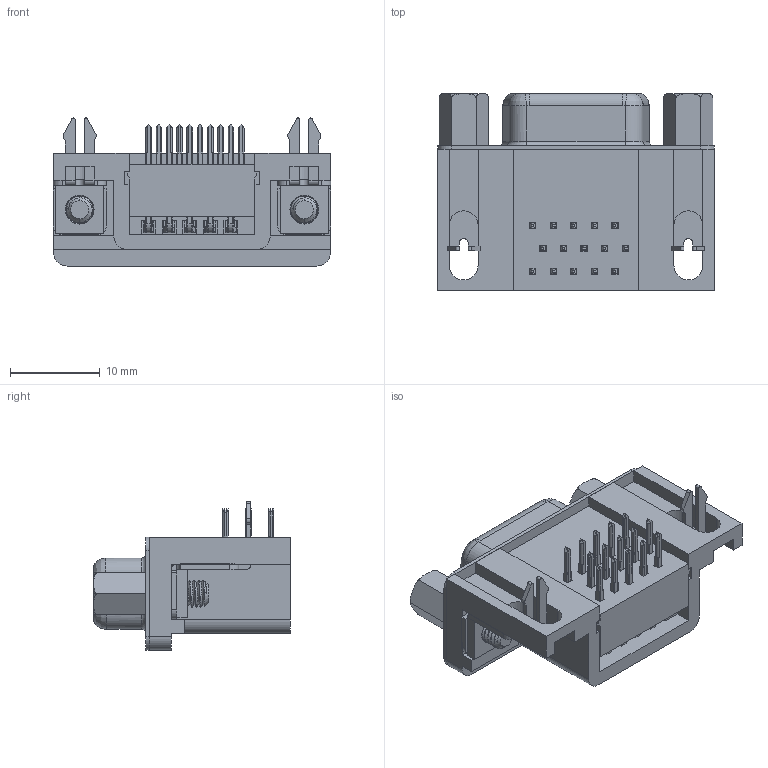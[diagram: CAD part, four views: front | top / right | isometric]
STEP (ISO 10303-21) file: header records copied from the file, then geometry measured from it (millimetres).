
FILE_DESCRIPTION((''),'2;1');
FILE_NAME('D112-H15S-LSK_ASM','2016-07-28T',('gc7'),(''),'PRO/ENGINEER BY PARAMETRIC TECHNOLOGY CORPORATION, 2010480','PRO/ENGINEER BY PARAMETRIC TECHNOLOGY CORPORATION, 2010480','');
FILE_SCHEMA(('CONFIG_CONTROL_DESIGN'));
Length unit declared in the file: millimetre
Products named in the file (10): D112-H15S; ZZ; MM; T3; T2; T1; CC; H15S-SHEL; 5; D112-H15S-LSK_ASM
Assembly tree (24 placements, depth 2):
  D112-H15S-LSK_ASM
    D112-H15S
    ZZ  x2
    MM  x2
    T3  x5
    T2  x5
    T1  x5
    CC
    H15S-SHEL
    5  x2
Bounding box: 30.89 x 21.9 x 16.48 mm (x, y, z)
Volume: 4021.8 mm3; surface area: 8334.5 mm2
Topology: 39 solids, 43 shells, 2027 faces, 5445 edges, 3494 vertices
Faces by surface type: plane 1102, cylinder 582, bspline 164, cone 114, torus 50, extrusion 15
Entity records: 32565 total; most frequent: CARTESIAN_POINT 10351, ORIENTED_EDGE 4746, DIRECTION 4288, EDGE_CURVE 2378, VECTOR 1714, LINE 1711, VERTEX_POINT 1521, AXIS2_PLACEMENT_3D 1287
